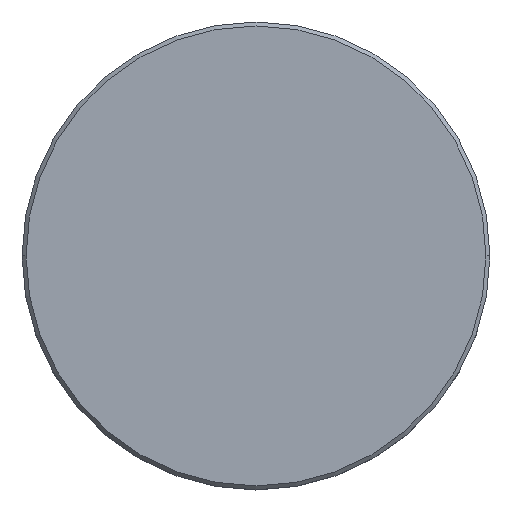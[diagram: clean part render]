
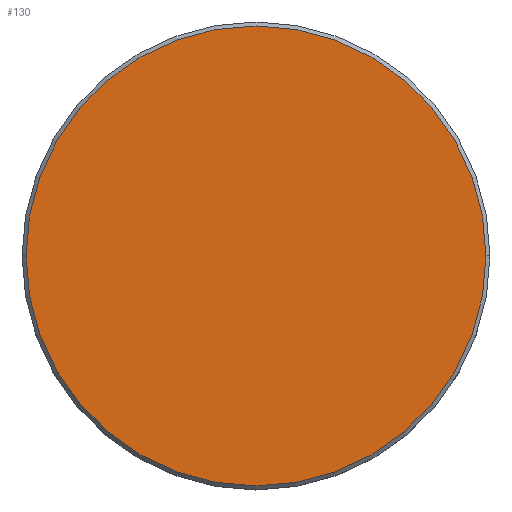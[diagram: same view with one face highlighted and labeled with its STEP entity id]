
A CAD part, top view. The second image highlights one B-rep face of the part: STEP entity #130.
In plain terms, the highlighted planar face has unit normal (0, 0, 1).
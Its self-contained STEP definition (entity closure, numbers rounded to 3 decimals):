
#23 = AXIS2_PLACEMENT_3D ( 'NONE', #775, #413, #946 ) ;
#42 = AXIS2_PLACEMENT_3D ( 'NONE', #396, #566, #466 ) ;
#130 = ADVANCED_FACE ( 'NONE', ( #642 ), #295, .T. ) ;
#150 = ORIENTED_EDGE ( 'NONE', *, *, #168, .T. ) ;
#168 = EDGE_CURVE ( 'NONE', #866, #1054, #1126, .T. ) ;
#232 = ORIENTED_EDGE ( 'NONE', *, *, #303, .T. ) ;
#295 = PLANE ( 'NONE',  #42 ) ;
#303 = EDGE_CURVE ( 'NONE', #1054, #866, #568, .T. ) ;
#396 = CARTESIAN_POINT ( 'NONE',  ( 0., 0., 0. ) ) ;
#408 = AXIS2_PLACEMENT_3D ( 'NONE', #923, #470, #849 ) ;
#413 = DIRECTION ( 'NONE',  ( 0., 0., 1. ) ) ;
#466 = DIRECTION ( 'NONE',  ( 1., 0., 0. ) ) ;
#470 = DIRECTION ( 'NONE',  ( 0., 0., 1. ) ) ;
#566 = DIRECTION ( 'NONE',  ( 0., 0., 1. ) ) ;
#568 = CIRCLE ( 'NONE', #23, 29. ) ;
#642 = FACE_OUTER_BOUND ( 'NONE', #942, .T. ) ;
#732 = CARTESIAN_POINT ( 'NONE',  ( 29., 0., 0. ) ) ;
#775 = CARTESIAN_POINT ( 'NONE',  ( 0., 0., 0. ) ) ;
#849 = DIRECTION ( 'NONE',  ( 1., 0., 0. ) ) ;
#866 = VERTEX_POINT ( 'NONE', #1038 ) ;
#923 = CARTESIAN_POINT ( 'NONE',  ( 0., 0., 0. ) ) ;
#942 = EDGE_LOOP ( 'NONE', ( #150, #232 ) ) ;
#946 = DIRECTION ( 'NONE',  ( 1., 0., 0. ) ) ;
#1038 = CARTESIAN_POINT ( 'NONE',  ( -29., 0., 0. ) ) ;
#1054 = VERTEX_POINT ( 'NONE', #732 ) ;
#1126 = CIRCLE ( 'NONE', #408, 29. ) ;
